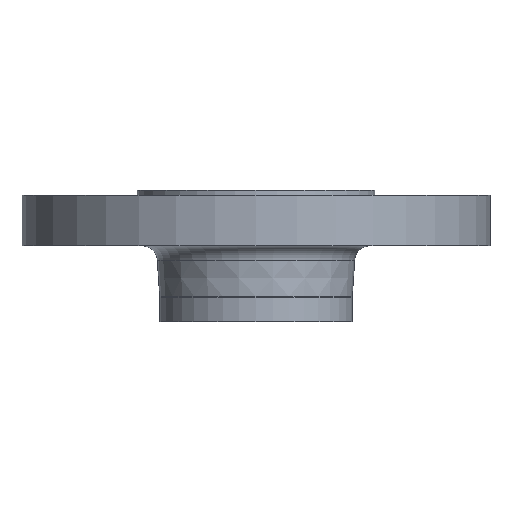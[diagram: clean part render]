
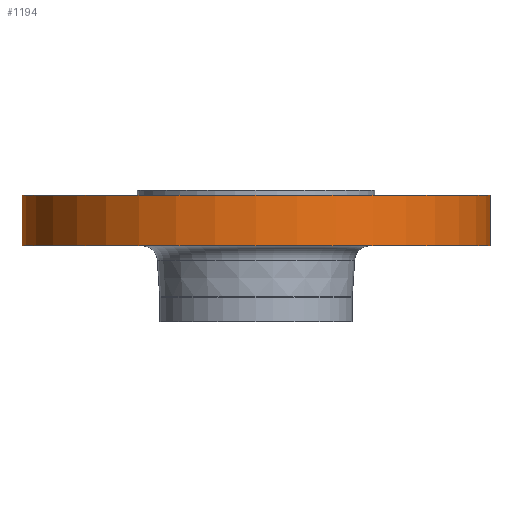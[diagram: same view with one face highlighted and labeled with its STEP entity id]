
A CAD part, front view. The second image highlights one B-rep face of the part: STEP entity #1194.
In plain terms, the highlighted cylindrical face has radius 92.5 mm (diameter 185 mm), a partial arc.
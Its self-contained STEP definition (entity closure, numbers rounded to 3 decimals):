
#51 = LINE ( 'NONE', #52, #690 ) ;
#52 = CARTESIAN_POINT ( 'NONE',  ( -92.5, 0., -62. ) ) ;
#53 = DIRECTION ( 'NONE',  ( 0., 0., 1. ) ) ;
#84 = CARTESIAN_POINT ( 'NONE',  ( 92.5, 0., -2. ) ) ;
#127 = CIRCLE ( 'NONE', #563, 92.5 ) ;
#159 = DIRECTION ( 'NONE',  ( -1., 0., 0. ) ) ;
#163 = DIRECTION ( 'NONE',  ( 0., 0., -1. ) ) ;
#179 = AXIS2_PLACEMENT_3D ( 'NONE', #555, #553, #546 ) ;
#196 = CARTESIAN_POINT ( 'NONE',  ( 0., 0., -22. ) ) ;
#233 = EDGE_CURVE ( 'NONE', #964, #816, #536, .T. ) ;
#268 = CARTESIAN_POINT ( 'NONE',  ( -92.5, 0., -2. ) ) ;
#273 = CARTESIAN_POINT ( 'NONE',  ( 92.5, 0., -22. ) ) ;
#289 = AXIS2_PLACEMENT_3D ( 'NONE', #1171, #947, #416 ) ;
#414 = EDGE_CURVE ( 'NONE', #806, #964, #874, .T. ) ;
#416 = DIRECTION ( 'NONE',  ( 1., 0., 0. ) ) ;
#535 = FACE_OUTER_BOUND ( 'NONE', #996, .T. ) ;
#536 = CIRCLE ( 'NONE', #179, 92.5 ) ;
#546 = DIRECTION ( 'NONE',  ( -1., 0., 0. ) ) ;
#553 = DIRECTION ( 'NONE',  ( 0., 0., -1. ) ) ;
#555 = CARTESIAN_POINT ( 'NONE',  ( 0., 0., -2. ) ) ;
#563 = AXIS2_PLACEMENT_3D ( 'NONE', #196, #163, #159 ) ;
#690 = VECTOR ( 'NONE', #53, 1000. ) ;
#806 = VERTEX_POINT ( 'NONE', #273 ) ;
#809 = CYLINDRICAL_SURFACE ( 'NONE', #289, 92.5 ) ;
#816 = VERTEX_POINT ( 'NONE', #268 ) ;
#874 = LINE ( 'NONE', #880, #1063 ) ;
#875 = DIRECTION ( 'NONE',  ( 0., 0., 1. ) ) ;
#880 = CARTESIAN_POINT ( 'NONE',  ( 92.5, 0., -62. ) ) ;
#914 = EDGE_CURVE ( 'NONE', #806, #1173, #127, .T. ) ;
#947 = DIRECTION ( 'NONE',  ( 0., 0., 1. ) ) ;
#964 = VERTEX_POINT ( 'NONE', #84 ) ;
#977 = EDGE_CURVE ( 'NONE', #1173, #816, #51, .T. ) ;
#996 = EDGE_LOOP ( 'NONE', ( #1114, #1115, #1116, #1119 ) ) ;
#1046 = CARTESIAN_POINT ( 'NONE',  ( -92.5, 0., -22. ) ) ;
#1063 = VECTOR ( 'NONE', #875, 1000. ) ;
#1114 = ORIENTED_EDGE ( 'NONE', *, *, #977, .F. ) ;
#1115 = ORIENTED_EDGE ( 'NONE', *, *, #914, .F. ) ;
#1116 = ORIENTED_EDGE ( 'NONE', *, *, #414, .T. ) ;
#1119 = ORIENTED_EDGE ( 'NONE', *, *, #233, .T. ) ;
#1171 = CARTESIAN_POINT ( 'NONE',  ( 0., 0., -62. ) ) ;
#1173 = VERTEX_POINT ( 'NONE', #1046 ) ;
#1194 = ADVANCED_FACE ( 'NONE', ( #535 ), #809, .T. ) ;
